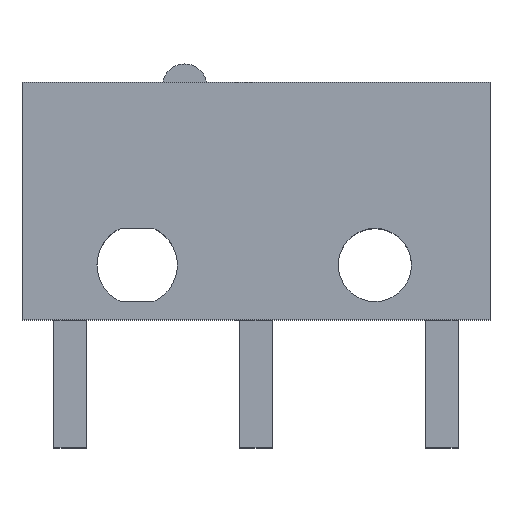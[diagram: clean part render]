
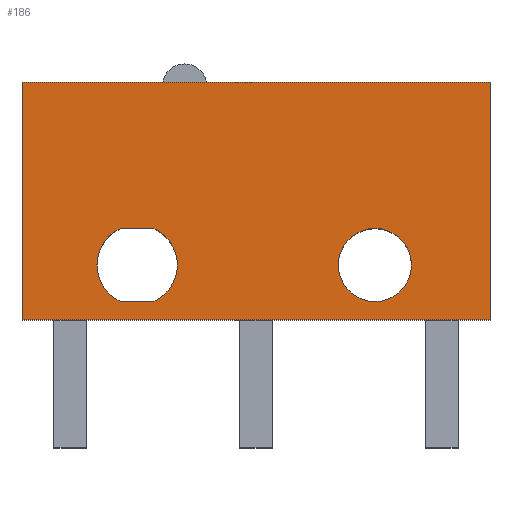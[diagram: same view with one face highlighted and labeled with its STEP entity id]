
A CAD part, top view. The second image highlights one B-rep face of the part: STEP entity #186.
In plain terms, the highlighted planar face has unit normal (0, 0, 1).
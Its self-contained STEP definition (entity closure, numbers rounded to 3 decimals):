
#186=ADVANCED_FACE('',(#449,#450,#451),#452,.T.);
#200=EDGE_CURVE('',#479,#475,#480,.T.);
#208=EDGE_CURVE('',#491,#487,#492,.T.);
#220=EDGE_CURVE('',#500,#506,#509,.T.);
#306=EDGE_CURVE('',#623,#624,#625,.T.);
#314=EDGE_CURVE('',#624,#500,#635,.T.);
#318=EDGE_CURVE('',#506,#491,#639,.T.);
#324=EDGE_CURVE('',#487,#623,#645,.T.);
#328=EDGE_CURVE('',#475,#479,#649,.T.);
#330=EDGE_CURVE('',#651,#652,#653,.T.);
#332=EDGE_CURVE('',#652,#655,#656,.T.);
#334=EDGE_CURVE('',#655,#658,#659,.T.);
#336=EDGE_CURVE('',#658,#651,#661,.T.);
#449=FACE_OUTER_BOUND('',#768,.T.);
#450=FACE_BOUND('',#769,.T.);
#451=FACE_BOUND('',#770,.T.);
#452=PLANE('',#771);
#475=VERTEX_POINT('',#795);
#479=VERTEX_POINT('',#801);
#480=CIRCLE('',#802,1.0);
#487=VERTEX_POINT('',#813);
#491=VERTEX_POINT('',#819);
#492=CIRCLE('',#820,1.1);
#500=VERTEX_POINT('',#832);
#506=VERTEX_POINT('',#841);
#509=CIRCLE('',#846,1.1);
#623=VERTEX_POINT('',#1043);
#624=VERTEX_POINT('',#1044);
#625=LINE('',#1045,#1046);
#635=CIRCLE('',#1063,1.1);
#639=LINE('',#1069,#1070);
#645=CIRCLE('',#1080,1.1);
#649=CIRCLE('',#1086,1.0);
#651=VERTEX_POINT('',#1089);
#652=VERTEX_POINT('',#1090);
#653=LINE('',#1091,#1092);
#655=VERTEX_POINT('',#1095);
#656=LINE('',#1096,#1097);
#658=VERTEX_POINT('',#1100);
#659=LINE('',#1101,#1102);
#661=LINE('',#1105,#1106);
#768=EDGE_LOOP('',(#1349,#1350,#1351,#1352));
#769=EDGE_LOOP('',(#1353,#1354,#1355,#1356,#1357,#1358));
#770=EDGE_LOOP('',(#1359,#1360));
#771=AXIS2_PLACEMENT_3D('',#1361,#1362,#1363);
#795=CARTESIAN_POINT('',(4.25,1.5,2.9));
#801=CARTESIAN_POINT('',(2.25,1.5,2.9));
#802=AXIS2_PLACEMENT_3D('',#1429,#1430,#1431);
#813=CARTESIAN_POINT('',(-2.15,1.5,2.9));
#819=CARTESIAN_POINT('',(-2.792,2.5,2.9));
#820=AXIS2_PLACEMENT_3D('',#1437,#1438,#1439);
#832=CARTESIAN_POINT('',(-4.35,1.5,2.9));
#841=CARTESIAN_POINT('',(-3.708,2.5,2.9));
#846=AXIS2_PLACEMENT_3D('',#1449,#1450,#1451);
#1043=CARTESIAN_POINT('',(-2.792,0.5,2.9));
#1044=CARTESIAN_POINT('',(-3.708,0.5,2.9));
#1045=CARTESIAN_POINT('',(-1.25,0.5,2.9));
#1046=VECTOR('',#1498,1.0);
#1063=AXIS2_PLACEMENT_3D('',#1502,#1503,#1504);
#1069=CARTESIAN_POINT('',(-1.25,2.5,2.9));
#1070=VECTOR('',#1508,1.0);
#1080=AXIS2_PLACEMENT_3D('',#1513,#1514,#1515);
#1086=AXIS2_PLACEMENT_3D('',#1519,#1520,#1521);
#1089=CARTESIAN_POINT('',(6.4,0.0,2.9));
#1090=CARTESIAN_POINT('',(6.4,6.5,2.9));
#1091=CARTESIAN_POINT('',(6.4,3.25,2.9));
#1092=VECTOR('',#1522,1.0);
#1095=CARTESIAN_POINT('',(-6.4,6.5,2.9));
#1096=CARTESIAN_POINT('',(0.0,6.5,2.9));
#1097=VECTOR('',#1523,1.0);
#1100=CARTESIAN_POINT('',(-6.4,0.0,2.9));
#1101=CARTESIAN_POINT('',(-6.4,3.25,2.9));
#1102=VECTOR('',#1524,1.0);
#1105=CARTESIAN_POINT('',(0.0,0.0,2.9));
#1106=VECTOR('',#1525,1.0);
#1349=ORIENTED_EDGE('',*,*,#330,.T.);
#1350=ORIENTED_EDGE('',*,*,#332,.T.);
#1351=ORIENTED_EDGE('',*,*,#334,.T.);
#1352=ORIENTED_EDGE('',*,*,#336,.T.);
#1353=ORIENTED_EDGE('',*,*,#318,.T.);
#1354=ORIENTED_EDGE('',*,*,#208,.T.);
#1355=ORIENTED_EDGE('',*,*,#324,.T.);
#1356=ORIENTED_EDGE('',*,*,#306,.T.);
#1357=ORIENTED_EDGE('',*,*,#314,.T.);
#1358=ORIENTED_EDGE('',*,*,#220,.T.);
#1359=ORIENTED_EDGE('',*,*,#200,.T.);
#1360=ORIENTED_EDGE('',*,*,#328,.T.);
#1361=CARTESIAN_POINT('',(0.0,3.25,2.9));
#1362=DIRECTION('',(0.0,0.0,1.0));
#1363=DIRECTION('',(1.0,0.0,0.0));
#1429=CARTESIAN_POINT('',(3.25,1.5,2.9));
#1430=DIRECTION('',(0.0,0.0,-1.0));
#1431=DIRECTION('',(1.0,0.0,0.0));
#1437=CARTESIAN_POINT('',(-3.25,1.5,2.9));
#1438=DIRECTION('',(0.0,0.0,-1.0));
#1439=DIRECTION('',(1.0,0.0,0.0));
#1449=CARTESIAN_POINT('',(-3.25,1.5,2.9));
#1450=DIRECTION('',(0.0,0.0,-1.0));
#1451=DIRECTION('',(1.0,0.0,0.0));
#1498=DIRECTION('',(-1.0,0.0,0.0));
#1502=CARTESIAN_POINT('',(-3.25,1.5,2.9));
#1503=DIRECTION('',(0.0,0.0,-1.0));
#1504=DIRECTION('',(1.0,0.0,0.0));
#1508=DIRECTION('',(1.0,0.0,0.0));
#1513=CARTESIAN_POINT('',(-3.25,1.5,2.9));
#1514=DIRECTION('',(0.0,0.0,-1.0));
#1515=DIRECTION('',(1.0,0.0,0.0));
#1519=CARTESIAN_POINT('',(3.25,1.5,2.9));
#1520=DIRECTION('',(0.0,0.0,-1.0));
#1521=DIRECTION('',(1.0,0.0,0.0));
#1522=DIRECTION('',(0.0,1.0,0.0));
#1523=DIRECTION('',(-1.0,0.0,0.0));
#1524=DIRECTION('',(0.0,-1.0,0.0));
#1525=DIRECTION('',(1.0,0.0,0.0));
